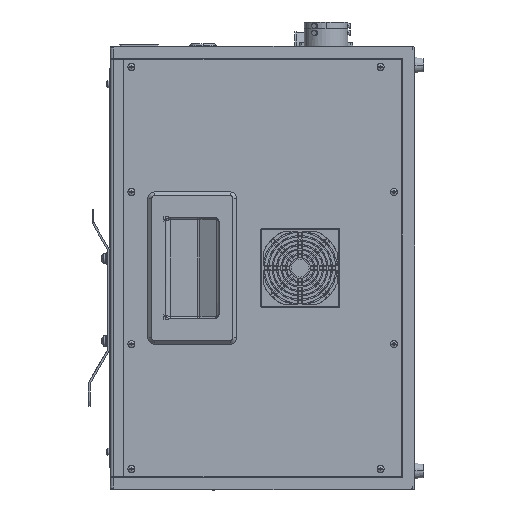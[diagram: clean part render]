
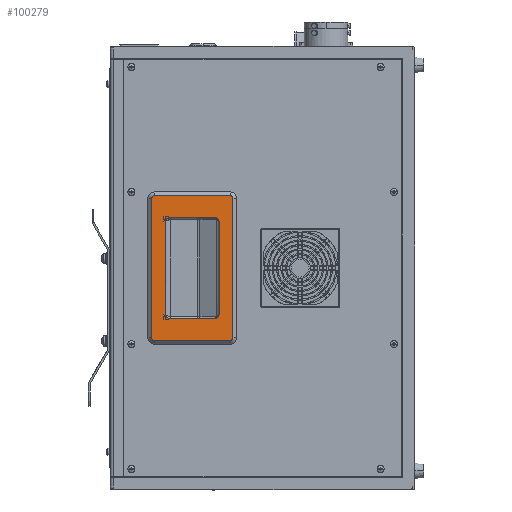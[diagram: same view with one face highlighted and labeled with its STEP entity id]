
A CAD part, left-side view. The second image highlights one B-rep face of the part: STEP entity #100279.
In plain terms, the highlighted planar face has unit normal (-1, 0, 0).
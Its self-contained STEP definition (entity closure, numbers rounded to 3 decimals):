
#3321 = EDGE_CURVE ( 'NONE', #42914, #6433, #92137, .T. ) ;
#3859 = EDGE_CURVE ( 'NONE', #152977, #103451, #55885, .T. ) ;
#6433 = VERTEX_POINT ( 'NONE', #134361 ) ;
#6637 = VERTEX_POINT ( 'NONE', #104784 ) ;
#8273 = ORIENTED_EDGE ( 'NONE', *, *, #107913, .F. ) ;
#8376 = LINE ( 'NONE', #101453, #32459 ) ;
#8635 = CARTESIAN_POINT ( 'NONE',  ( -195., 175.5, -39.8 ) ) ;
#10005 = CARTESIAN_POINT ( 'NONE',  ( -195., 143.5, -55. ) ) ;
#10838 = DIRECTION ( 'NONE',  ( 1., 0., 0. ) ) ;
#13976 = AXIS2_PLACEMENT_3D ( 'NONE', #87442, #10838, #22592 ) ;
#15540 = EDGE_CURVE ( 'NONE', #143034, #40163, #102825, .T. ) ;
#16459 = DIRECTION ( 'NONE',  ( 0., 1., 0. ) ) ;
#17305 = VECTOR ( 'NONE', #145049, 1000. ) ;
#17672 = VERTEX_POINT ( 'NONE', #33924 ) ;
#18160 = CIRCLE ( 'NONE', #99670, 3.8 ) ;
#19326 = DIRECTION ( 'NONE',  ( 0., 0., 1. ) ) ;
#19743 = VERTEX_POINT ( 'NONE', #55531 ) ;
#19994 = ORIENTED_EDGE ( 'NONE', *, *, #43823, .F. ) ;
#20434 = EDGE_CURVE ( 'NONE', #6433, #111423, #138565, .T. ) ;
#21664 = AXIS2_PLACEMENT_3D ( 'NONE', #133919, #145711, #70872 ) ;
#22592 = DIRECTION ( 'NONE',  ( 0., 0., -1. ) ) ;
#22636 = AXIS2_PLACEMENT_3D ( 'NONE', #64308, #38622, #154819 ) ;
#25100 = CARTESIAN_POINT ( 'NONE',  ( -195., 145.5, 57. ) ) ;
#27002 = AXIS2_PLACEMENT_3D ( 'NONE', #78930, #156062, #117493 ) ;
#29088 = CARTESIAN_POINT ( 'NONE',  ( -195., 205.5, -55. ) ) ;
#29669 = ORIENTED_EDGE ( 'NONE', *, *, #111586, .T. ) ;
#30436 = CARTESIAN_POINT ( 'NONE',  ( -195., 154.2, -36. ) ) ;
#32459 = VECTOR ( 'NONE', #87495, 1000. ) ;
#33924 = CARTESIAN_POINT ( 'NONE',  ( -195., 143.5, 55. ) ) ;
#34415 = EDGE_CURVE ( 'NONE', #152977, #17672, #139526, .T. ) ;
#37668 = CARTESIAN_POINT ( 'NONE',  ( -195., 154.2, 36. ) ) ;
#38119 = VERTEX_POINT ( 'NONE', #25100 ) ;
#38622 = DIRECTION ( 'NONE',  ( 1., 0., 0. ) ) ;
#39498 = FACE_BOUND ( 'NONE', #83952, .T. ) ;
#40163 = VERTEX_POINT ( 'NONE', #81962 ) ;
#41013 = VECTOR ( 'NONE', #43695, 1000. ) ;
#42914 = VERTEX_POINT ( 'NONE', #59031 ) ;
#43055 = EDGE_CURVE ( 'NONE', #99865, #103451, #8376, .T. ) ;
#43374 = LINE ( 'NONE', #119952, #17305 ) ;
#43458 = ORIENTED_EDGE ( 'NONE', *, *, #3859, .F. ) ;
#43695 = DIRECTION ( 'NONE',  ( 0., 1., 0. ) ) ;
#43823 = EDGE_CURVE ( 'NONE', #98041, #6637, #18160, .T. ) ;
#46402 = VERTEX_POINT ( 'NONE', #120020 ) ;
#47561 = ORIENTED_EDGE ( 'NONE', *, *, #43055, .T. ) ;
#48461 = AXIS2_PLACEMENT_3D ( 'NONE', #106519, #142696, #16459 ) ;
#48850 = CARTESIAN_POINT ( 'NONE',  ( -195., 207.5, 0. ) ) ;
#52083 = EDGE_CURVE ( 'NONE', #6637, #61040, #43374, .T. ) ;
#54599 = ORIENTED_EDGE ( 'NONE', *, *, #15540, .F. ) ;
#55034 = PLANE ( 'NONE',  #48461 ) ;
#55531 = CARTESIAN_POINT ( 'NONE',  ( -195., 205.5, 57. ) ) ;
#55885 = CIRCLE ( 'NONE', #135307, 2. ) ;
#57041 = DIRECTION ( 'NONE',  ( -1., 0., 0. ) ) ;
#59031 = CARTESIAN_POINT ( 'NONE',  ( -195., 193., -39.8 ) ) ;
#61040 = VERTEX_POINT ( 'NONE', #96593 ) ;
#63587 = ORIENTED_EDGE ( 'NONE', *, *, #124943, .F. ) ;
#64308 = CARTESIAN_POINT ( 'NONE',  ( -195., 205.5, 55. ) ) ;
#67629 = CARTESIAN_POINT ( 'NONE',  ( -195., 175.5, 57. ) ) ;
#68677 = CIRCLE ( 'NONE', #113018, 2. ) ;
#70872 = DIRECTION ( 'NONE',  ( 0., -1., 0. ) ) ;
#72525 = EDGE_CURVE ( 'NONE', #61040, #42914, #150625, .T. ) ;
#73167 = LINE ( 'NONE', #48850, #165292 ) ;
#74454 = DIRECTION ( 'NONE',  ( 0., 1., 0. ) ) ;
#76547 = AXIS2_PLACEMENT_3D ( 'NONE', #107912, #94968, #109011 ) ;
#78930 = CARTESIAN_POINT ( 'NONE',  ( -195., 158., 36. ) ) ;
#79447 = VECTOR ( 'NONE', #74454, 1000. ) ;
#79639 = ORIENTED_EDGE ( 'NONE', *, *, #82609, .T. ) ;
#79741 = ORIENTED_EDGE ( 'NONE', *, *, #153652, .F. ) ;
#80005 = VECTOR ( 'NONE', #19326, 1000. ) ;
#81962 = CARTESIAN_POINT ( 'NONE',  ( -195., 158., 39.8 ) ) ;
#82199 = DIRECTION ( 'NONE',  ( 0., 1., 0. ) ) ;
#82609 = EDGE_CURVE ( 'NONE', #38119, #19743, #118861, .T. ) ;
#83952 = EDGE_LOOP ( 'NONE', ( #84844, #117395, #121642, #130987, #19994, #79741, #54599, #145752 ) ) ;
#84844 = ORIENTED_EDGE ( 'NONE', *, *, #20434, .F. ) ;
#86365 = DIRECTION ( 'NONE',  ( 0., -1., 0. ) ) ;
#87442 = CARTESIAN_POINT ( 'NONE',  ( -195., 145.5, 55. ) ) ;
#87495 = DIRECTION ( 'NONE',  ( 0., -1., 0. ) ) ;
#92137 = LINE ( 'NONE', #8635, #112205 ) ;
#92267 = DIRECTION ( 'NONE',  ( 0., 0., 1. ) ) ;
#93821 = VERTEX_POINT ( 'NONE', #128873 ) ;
#94113 = CIRCLE ( 'NONE', #13976, 2. ) ;
#94968 = DIRECTION ( 'NONE',  ( -1., 0., 0. ) ) ;
#95431 = CARTESIAN_POINT ( 'NONE',  ( -195., 205.5, -57. ) ) ;
#96593 = CARTESIAN_POINT ( 'NONE',  ( -195., 196.8, -36. ) ) ;
#98041 = VERTEX_POINT ( 'NONE', #100525 ) ;
#99670 = AXIS2_PLACEMENT_3D ( 'NONE', #146359, #57041, #82199 ) ;
#99865 = VERTEX_POINT ( 'NONE', #95431 ) ;
#100279 = ADVANCED_FACE ( 'NONE', ( #151405, #39498 ), #55034, .F. ) ;
#100525 = CARTESIAN_POINT ( 'NONE',  ( -195., 193., 39.8 ) ) ;
#101453 = CARTESIAN_POINT ( 'NONE',  ( -195., 175.5, -57. ) ) ;
#102825 = CIRCLE ( 'NONE', #27002, 3.8 ) ;
#103451 = VERTEX_POINT ( 'NONE', #140330 ) ;
#104784 = CARTESIAN_POINT ( 'NONE',  ( -195., 196.8, 36. ) ) ;
#106062 = LINE ( 'NONE', #122157, #80005 ) ;
#106519 = CARTESIAN_POINT ( 'NONE',  ( -195., 175.5, 0. ) ) ;
#107912 = CARTESIAN_POINT ( 'NONE',  ( -195., 158., -36. ) ) ;
#107913 = EDGE_CURVE ( 'NONE', #93821, #19743, #116410, .T. ) ;
#109011 = DIRECTION ( 'NONE',  ( 0., 1., 0. ) ) ;
#111423 = VERTEX_POINT ( 'NONE', #30436 ) ;
#111586 = EDGE_CURVE ( 'NONE', #93821, #46402, #73167, .T. ) ;
#112205 = VECTOR ( 'NONE', #86365, 1000. ) ;
#113018 = AXIS2_PLACEMENT_3D ( 'NONE', #29088, #159817, #159265 ) ;
#115179 = EDGE_CURVE ( 'NONE', #111423, #143034, #106062, .T. ) ;
#116410 = CIRCLE ( 'NONE', #22636, 2. ) ;
#117395 = ORIENTED_EDGE ( 'NONE', *, *, #3321, .F. ) ;
#117493 = DIRECTION ( 'NONE',  ( 0., -1., 0. ) ) ;
#118861 = LINE ( 'NONE', #67629, #41013 ) ;
#119952 = CARTESIAN_POINT ( 'NONE',  ( -195., 196.8, 0. ) ) ;
#120020 = CARTESIAN_POINT ( 'NONE',  ( -195., 207.5, -55. ) ) ;
#121458 = LINE ( 'NONE', #138084, #79447 ) ;
#121642 = ORIENTED_EDGE ( 'NONE', *, *, #72525, .F. ) ;
#121649 = VECTOR ( 'NONE', #92267, 1000. ) ;
#122157 = CARTESIAN_POINT ( 'NONE',  ( -195., 154.2, 0. ) ) ;
#124943 = EDGE_CURVE ( 'NONE', #99865, #46402, #68677, .T. ) ;
#125767 = DIRECTION ( 'NONE',  ( 0., 0., -1. ) ) ;
#127140 = EDGE_LOOP ( 'NONE', ( #47561, #43458, #131309, #134236, #79639, #8273, #29669, #63587 ) ) ;
#128873 = CARTESIAN_POINT ( 'NONE',  ( -195., 207.5, 55. ) ) ;
#129050 = CARTESIAN_POINT ( 'NONE',  ( -195., 143.5, 0. ) ) ;
#130987 = ORIENTED_EDGE ( 'NONE', *, *, #52083, .F. ) ;
#131309 = ORIENTED_EDGE ( 'NONE', *, *, #34415, .T. ) ;
#133919 = CARTESIAN_POINT ( 'NONE',  ( -195., 193., -36. ) ) ;
#134236 = ORIENTED_EDGE ( 'NONE', *, *, #141540, .F. ) ;
#134361 = CARTESIAN_POINT ( 'NONE',  ( -195., 158., -39.8 ) ) ;
#135237 = CARTESIAN_POINT ( 'NONE',  ( -195., 145.5, -55. ) ) ;
#135307 = AXIS2_PLACEMENT_3D ( 'NONE', #135237, #158856, #125767 ) ;
#138084 = CARTESIAN_POINT ( 'NONE',  ( -195., 175.5, 39.8 ) ) ;
#138565 = CIRCLE ( 'NONE', #76547, 3.8 ) ;
#139203 = DIRECTION ( 'NONE',  ( 0., 0., -1. ) ) ;
#139526 = LINE ( 'NONE', #129050, #121649 ) ;
#140330 = CARTESIAN_POINT ( 'NONE',  ( -195., 145.5, -57. ) ) ;
#141540 = EDGE_CURVE ( 'NONE', #38119, #17672, #94113, .T. ) ;
#142696 = DIRECTION ( 'NONE',  ( 1., 0., 0. ) ) ;
#143034 = VERTEX_POINT ( 'NONE', #37668 ) ;
#145049 = DIRECTION ( 'NONE',  ( 0., 0., -1. ) ) ;
#145711 = DIRECTION ( 'NONE',  ( -1., 0., 0. ) ) ;
#145752 = ORIENTED_EDGE ( 'NONE', *, *, #115179, .F. ) ;
#146359 = CARTESIAN_POINT ( 'NONE',  ( -195., 193., 36. ) ) ;
#150625 = CIRCLE ( 'NONE', #21664, 3.8 ) ;
#151405 = FACE_OUTER_BOUND ( 'NONE', #127140, .T. ) ;
#152977 = VERTEX_POINT ( 'NONE', #10005 ) ;
#153652 = EDGE_CURVE ( 'NONE', #40163, #98041, #121458, .T. ) ;
#154819 = DIRECTION ( 'NONE',  ( 0., 0., -1. ) ) ;
#156062 = DIRECTION ( 'NONE',  ( -1., 0., 0. ) ) ;
#158856 = DIRECTION ( 'NONE',  ( 1., 0., 0. ) ) ;
#159265 = DIRECTION ( 'NONE',  ( 0., 0., -1. ) ) ;
#159817 = DIRECTION ( 'NONE',  ( 1., 0., 0. ) ) ;
#165292 = VECTOR ( 'NONE', #139203, 1000. ) ;
